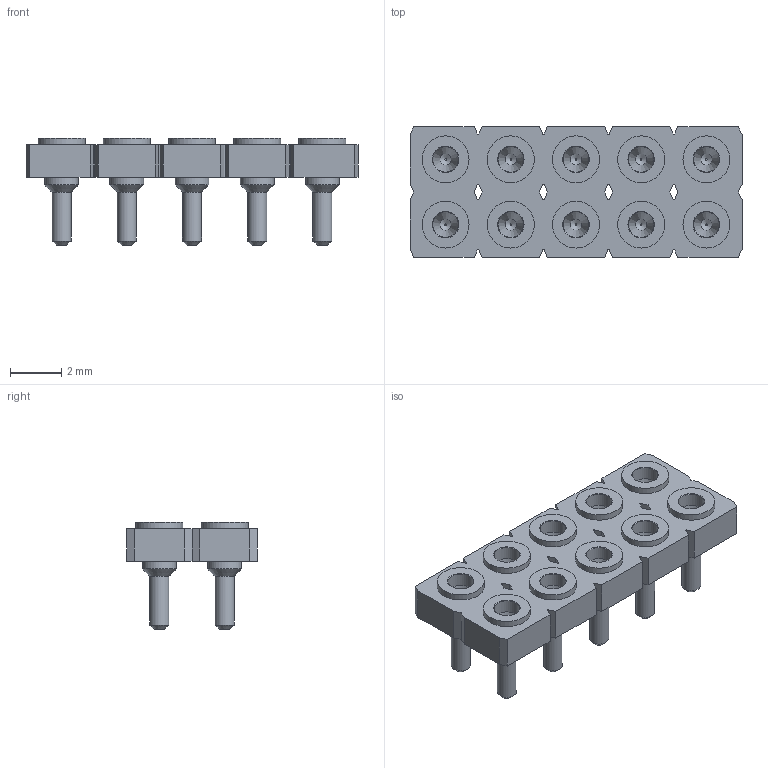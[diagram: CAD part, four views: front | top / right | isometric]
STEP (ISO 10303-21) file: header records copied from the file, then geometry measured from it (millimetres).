
FILE_DESCRIPTION(('STEP AP214'), '1');
FILE_NAME('SL-105-TT-19', '2017-07-15T12:49:13', ('Nobody'), (''), 'ASCON STEP Converter 1.3', 'ASCON Math Kernel', '');
FILE_SCHEMA(('AUTOMOTIVE_DESIGN { 1 0 10303 214 3 1 1}'));
Length unit declared in the file: millimetre
Assembly tree (10 placements, depth 2):
  (unnamed)
    (unnamed)  x10
Bounding box: 12.93 x 5.08 x 4.19 mm (x, y, z)
Volume: 90.1 mm3; surface area: 488.7 mm2
Topology: 11 solids, 11 shells, 282 faces, 570 edges, 350 vertices
Faces by surface type: plane 116, cylinder 96, cone 70
Full cylindrical faces by diameter (mm): 0.55 x10, 0.74 x10, 1 x20, 1.32 x30, 1.83 x10
Entity records: 4255 total; most frequent: DIRECTION 546, CARTESIAN_POINT 541, ORIENTED_EDGE 498, EDGE_CURVE 249, AXIS2_PLACEMENT_3D 184, VERTEX_POINT 179, LINE 178, VECTOR 178
